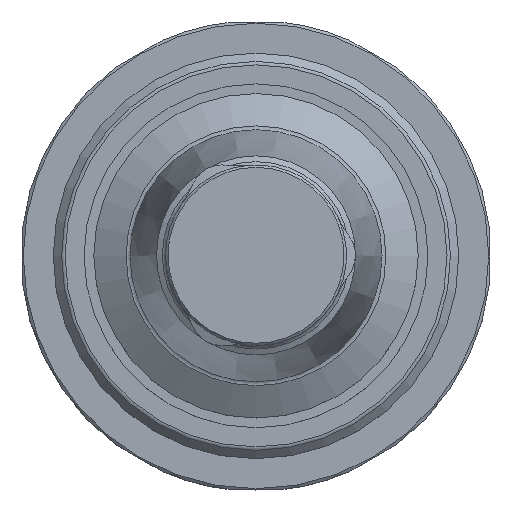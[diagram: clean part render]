
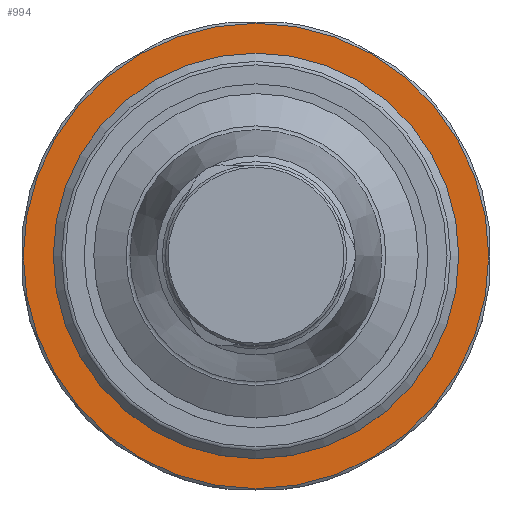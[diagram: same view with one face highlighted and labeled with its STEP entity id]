
A CAD part, top view. The second image highlights one B-rep face of the part: STEP entity #994.
In plain terms, the highlighted planar face has unit normal (0, 0, 1).
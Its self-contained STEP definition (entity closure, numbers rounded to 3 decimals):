
#151=PLANE('',#1107);
#297=ORIENTED_EDGE('',*,*,#501,.T.);
#298=ORIENTED_EDGE('',*,*,#502,.F.);
#501=EDGE_CURVE('',#618,#618,#697,.T.);
#502=EDGE_CURVE('',#619,#619,#698,.T.);
#618=VERTEX_POINT('',#1694);
#619=VERTEX_POINT('',#1697);
#697=CIRCLE('',#1106,24.65);
#698=CIRCLE('',#1108,28.7);
#782=EDGE_LOOP('',(#297));
#783=EDGE_LOOP('',(#298));
#882=FACE_BOUND('',#782,.T.);
#883=FACE_BOUND('',#783,.T.);
#994=ADVANCED_FACE('',(#882,#883),#151,.F.);
#1106=AXIS2_PLACEMENT_3D('',#1693,#1317,#1318);
#1107=AXIS2_PLACEMENT_3D('',#1695,#1319,#1320);
#1108=AXIS2_PLACEMENT_3D('',#1696,#1321,#1322);
#1317=DIRECTION('',(0.,0.,-1.));
#1318=DIRECTION('',(-1.,0.,0.));
#1319=DIRECTION('',(0.,0.,-1.));
#1320=DIRECTION('',(-1.,0.,0.));
#1321=DIRECTION('',(0.,0.,-1.));
#1322=DIRECTION('',(-1.,0.,0.));
#1693=CARTESIAN_POINT('',(0.,0.,-0.996));
#1694=CARTESIAN_POINT('',(-24.65,0.,-0.996));
#1695=CARTESIAN_POINT('',(-24.65,0.,-0.996));
#1696=CARTESIAN_POINT('',(0.,0.,-0.996));
#1697=CARTESIAN_POINT('',(-28.7,0.,-0.996));
